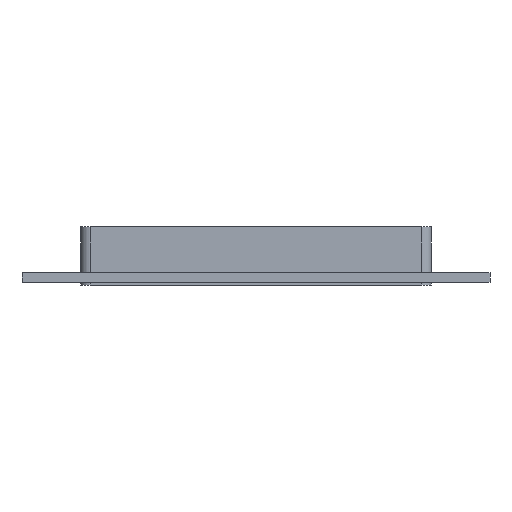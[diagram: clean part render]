
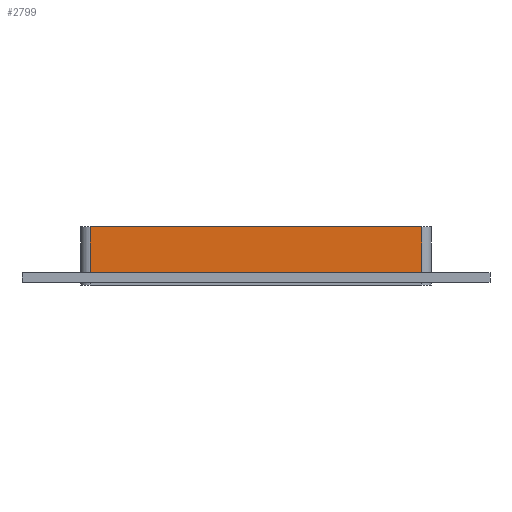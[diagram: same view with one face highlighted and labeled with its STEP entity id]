
A CAD part, left-side view. The second image highlights one B-rep face of the part: STEP entity #2799.
In plain terms, the highlighted planar face has unit normal (-1, 0, 0).
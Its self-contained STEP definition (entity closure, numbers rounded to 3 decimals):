
#921=CARTESIAN_POINT('',(-331.25,-169.5,-17.0));
#922=VERTEX_POINT('',#921);
#930=CARTESIAN_POINT('',(-331.25,169.5,-17.0));
#931=VERTEX_POINT('',#930);
#932=CARTESIAN_POINT('',(-331.25,169.5,-17.0));
#933=DIRECTION('',(0.0,-1.0,0.0));
#934=VECTOR('',#933,339.0);
#935=LINE('',#932,#934);
#936=EDGE_CURVE('',#931,#922,#935,.T.);
#1746=CARTESIAN_POINT('',(-331.25,-169.5,30.0));
#1747=VERTEX_POINT('',#1746);
#1755=CARTESIAN_POINT('',(-331.25,-169.5,30.0));
#1756=DIRECTION('',(0.0,0.0,-1.0));
#1757=VECTOR('',#1756,47.0);
#1758=LINE('',#1755,#1757);
#1759=EDGE_CURVE('',#1747,#922,#1758,.T.);
#1770=CARTESIAN_POINT('',(-331.25,169.5,30.0));
#1771=VERTEX_POINT('',#1770);
#1772=CARTESIAN_POINT('',(-331.25,169.5,-17.0));
#1773=DIRECTION('',(0.0,0.0,1.0));
#1774=VECTOR('',#1773,47.0);
#1775=LINE('',#1772,#1774);
#1776=EDGE_CURVE('',#931,#1771,#1775,.T.);
#2783=CARTESIAN_POINT('',(-331.25,179.5,0.0));
#2784=DIRECTION('',(-1.0,0.0,0.0));
#2785=DIRECTION('',(0.0,-1.0,0.0));
#2786=AXIS2_PLACEMENT_3D('',#2783,#2784,#2785);
#2787=PLANE('',#2786);
#2788=ORIENTED_EDGE('',*,*,#936,.T.);
#2789=ORIENTED_EDGE('',*,*,#1759,.F.);
#2790=CARTESIAN_POINT('',(-331.25,169.5,30.0));
#2791=DIRECTION('',(0.0,-1.0,0.0));
#2792=VECTOR('',#2791,339.);
#2793=LINE('',#2790,#2792);
#2794=EDGE_CURVE('',#1771,#1747,#2793,.T.);
#2795=ORIENTED_EDGE('',*,*,#2794,.F.);
#2796=ORIENTED_EDGE('',*,*,#1776,.F.);
#2797=EDGE_LOOP('',(#2788,#2789,#2795,#2796));
#2798=FACE_OUTER_BOUND('',#2797,.T.);
#2799=ADVANCED_FACE('',(#2798),#2787,.T.);
